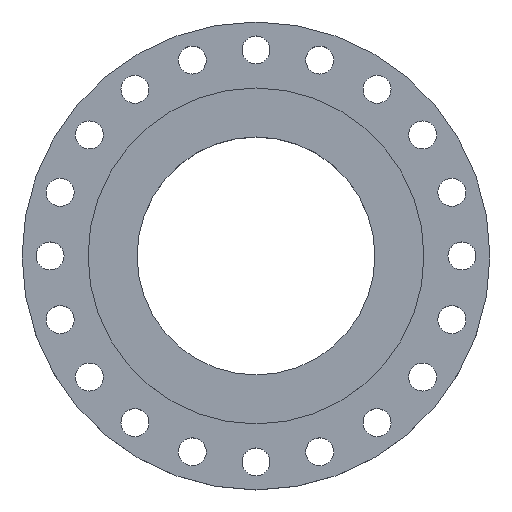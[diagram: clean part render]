
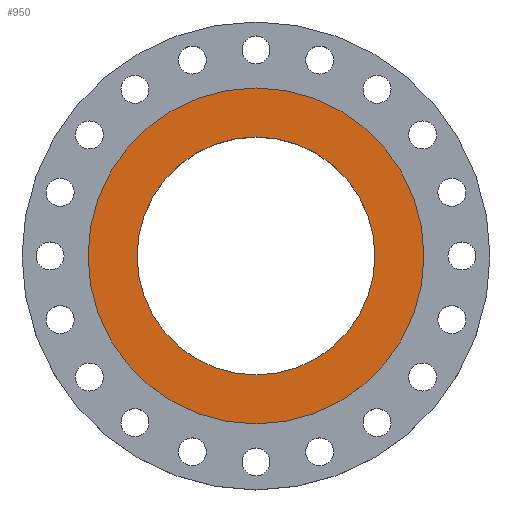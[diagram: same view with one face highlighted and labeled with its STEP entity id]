
A CAD part, top view. The second image highlights one B-rep face of the part: STEP entity #950.
In plain terms, the highlighted planar face has unit normal (0, 0, 1).
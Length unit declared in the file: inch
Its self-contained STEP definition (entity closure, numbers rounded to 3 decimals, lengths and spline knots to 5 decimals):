
#7 = EDGE_LOOP ( 'NONE', ( #665, #166 ) ) ;
#166 = ORIENTED_EDGE ( 'NONE', *, *, #1319, .F. ) ;
#175 = EDGE_CURVE ( 'NONE', #844, #1718, #1472, .T. ) ;
#240 = CARTESIAN_POINT ( 'NONE',  ( 7.4375, 0., 0. ) ) ;
#262 = CARTESIAN_POINT ( 'NONE',  ( 0., 0., 0. ) ) ;
#266 = DIRECTION ( 'NONE',  ( 0., 0., -1. ) ) ;
#298 = DIRECTION ( 'NONE',  ( 1., 0., 0. ) ) ;
#412 = DIRECTION ( 'NONE',  ( 0., 0., 1. ) ) ;
#461 = EDGE_CURVE ( 'NONE', #1718, #844, #568, .T. ) ;
#475 = AXIS2_PLACEMENT_3D ( 'NONE', #1301, #1312, #1958 ) ;
#510 = AXIS2_PLACEMENT_3D ( 'NONE', #2031, #1526, #1189 ) ;
#532 = VERTEX_POINT ( 'NONE', #240 ) ;
#568 = CIRCLE ( 'NONE', #1438, 10.5 ) ;
#578 = EDGE_LOOP ( 'NONE', ( #2035, #1018 ) ) ;
#665 = ORIENTED_EDGE ( 'NONE', *, *, #767, .F. ) ;
#738 = DIRECTION ( 'NONE',  ( 1., 0., 0. ) ) ;
#739 = CARTESIAN_POINT ( 'NONE',  ( 10.5, 0., 0. ) ) ;
#748 = CARTESIAN_POINT ( 'NONE',  ( 0., 0., 0. ) ) ;
#767 = EDGE_CURVE ( 'NONE', #532, #1641, #1362, .T. ) ;
#844 = VERTEX_POINT ( 'NONE', #861 ) ;
#861 = CARTESIAN_POINT ( 'NONE',  ( -10.5, 0., 0. ) ) ;
#865 = AXIS2_PLACEMENT_3D ( 'NONE', #262, #1731, #298 ) ;
#939 = CIRCLE ( 'NONE', #510, 7.4375 ) ;
#947 = PLANE ( 'NONE',  #1365 ) ;
#950 = ADVANCED_FACE ( 'NONE', ( #1878, #1700 ), #947, .F. ) ;
#1018 = ORIENTED_EDGE ( 'NONE', *, *, #175, .T. ) ;
#1189 = DIRECTION ( 'NONE',  ( 1., 0., 0. ) ) ;
#1301 = CARTESIAN_POINT ( 'NONE',  ( 0., 0., 0. ) ) ;
#1312 = DIRECTION ( 'NONE',  ( 0., 0., 1. ) ) ;
#1319 = EDGE_CURVE ( 'NONE', #1641, #532, #939, .T. ) ;
#1362 = CIRCLE ( 'NONE', #475, 7.4375 ) ;
#1365 = AXIS2_PLACEMENT_3D ( 'NONE', #1589, #266, #2030 ) ;
#1438 = AXIS2_PLACEMENT_3D ( 'NONE', #748, #412, #738 ) ;
#1472 = CIRCLE ( 'NONE', #865, 10.5 ) ;
#1526 = DIRECTION ( 'NONE',  ( 0., 0., 1. ) ) ;
#1589 = CARTESIAN_POINT ( 'NONE',  ( 0., 7.4375, 0. ) ) ;
#1641 = VERTEX_POINT ( 'NONE', #1948 ) ;
#1700 = FACE_OUTER_BOUND ( 'NONE', #578, .T. ) ;
#1718 = VERTEX_POINT ( 'NONE', #739 ) ;
#1731 = DIRECTION ( 'NONE',  ( 0., 0., 1. ) ) ;
#1878 = FACE_BOUND ( 'NONE', #7, .T. ) ;
#1948 = CARTESIAN_POINT ( 'NONE',  ( -7.4375, 0., 0. ) ) ;
#1958 = DIRECTION ( 'NONE',  ( 1., 0., 0. ) ) ;
#2030 = DIRECTION ( 'NONE',  ( -1., 0., 0. ) ) ;
#2031 = CARTESIAN_POINT ( 'NONE',  ( 0., 0., 0. ) ) ;
#2035 = ORIENTED_EDGE ( 'NONE', *, *, #461, .T. ) ;
